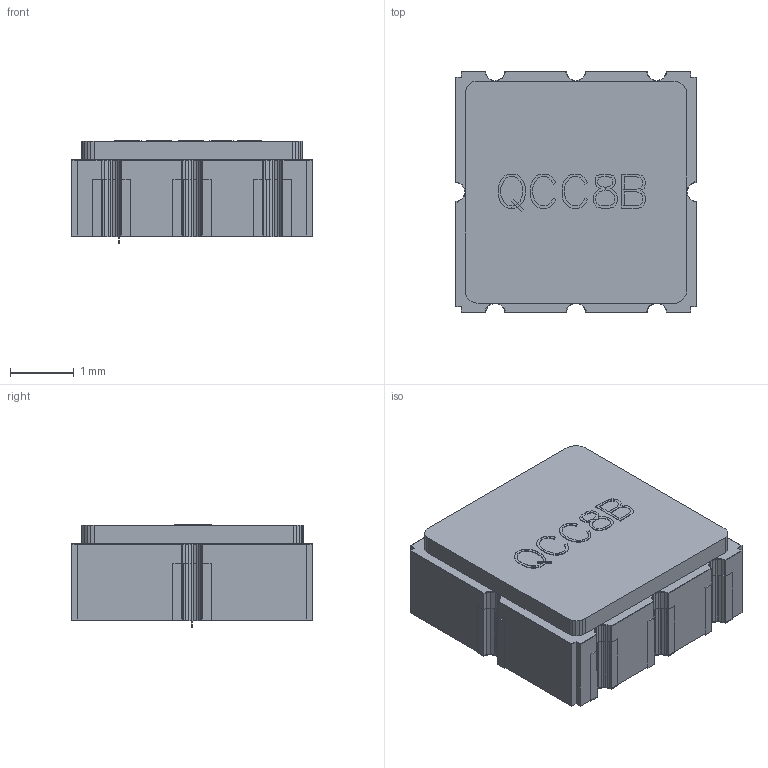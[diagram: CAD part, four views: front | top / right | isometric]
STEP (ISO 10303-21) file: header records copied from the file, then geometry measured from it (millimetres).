
FILE_DESCRIPTION (( 'STEP AP214' ), '1' );
FILE_NAME ('User Library-QCC8B.STEP', '2023-02-16T02:28:55', ( '' ), ( '' ), 'SwSTEP 2.0', 'SolidWorks 2022', '' );
FILE_SCHEMA (( 'AUTOMOTIVE_DESIGN' ));
Length unit declared in the file: millimetre
Products named in the file (27): 454091345; Extruded19; Extruded20; Extruded16; Extruded18; 454088529; Extruded15; Extruded17; Extruded13; 454091601; Extruded14; User Library-QCC8B; 454093393; Extruded23; 454093521; 454091985; Extruded21; Board1; 454092241; 454087505; Extruded22; 454094033; 454093137; 454091729; 454093777; Extruded12; Free-Models1
Assembly tree (31 placements, depth 4):
  User Library-QCC8B
    Board1
    Free-Models1
      454093521
        Extruded23
      454093777  x2
        Extruded18
      454093137
        Extruded21
      454087505
        Extruded13
      454091345
        Extruded12
      454091729
        Extruded14
      454091601
        Extruded22
      454088529
        Extruded16
      454091985  x3
        Extruded20
      454094033  x3
        Extruded19
      454092241
        Extruded17
      454093393
        Extruded15
Bounding box: 3.8 x 3.8 x 1.62 mm (x, y, z)
Surface area: 139.3 mm2
Topology: 16 solids, 21 shells, 602 faces, 1691 edges, 1128 vertices
Faces by surface type: plane 602
Entity records: 16704 total; most frequent: CARTESIAN_POINT 2883, ORIENTED_EDGE 2794, DIRECTION 2491, LINE 1403, EDGE_CURVE 1403, VECTOR 1403, VERTEX_POINT 936, AXIS2_PLACEMENT_3D 544
